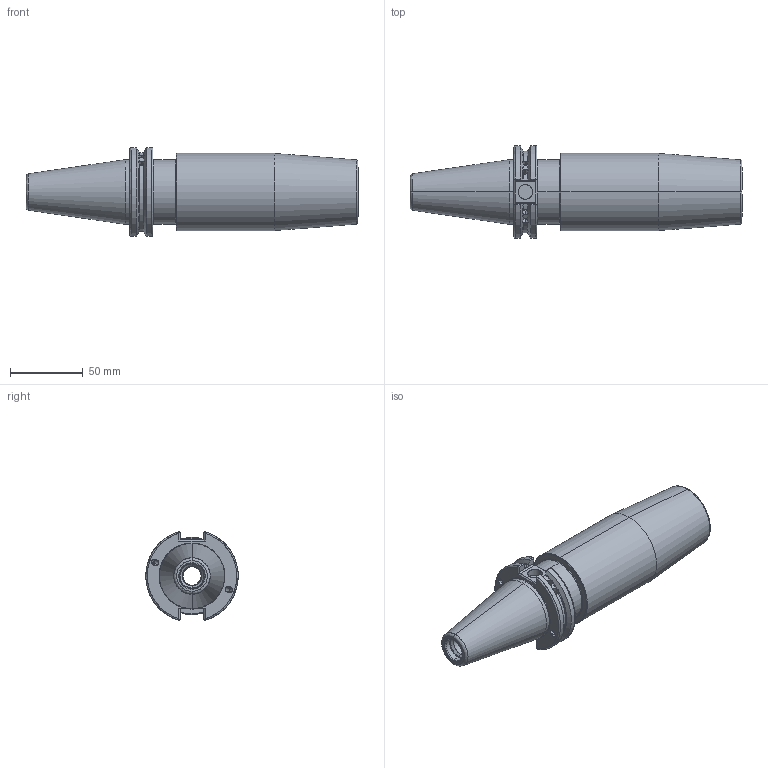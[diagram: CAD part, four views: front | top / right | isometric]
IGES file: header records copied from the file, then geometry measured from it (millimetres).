
Start section: SolidWorks IGES file using analytic representation for surfaces
Global section: file name: CA40B220-32160HP1.IGS; native system: SolidWorks 2013; preprocessor: SolidWorks 2013; author: Owner; date: 180514.102914; units: millimetre
Bounding box: 228.25 x 63.5 x 61.05 mm (x, y, z)
Surface area: 53456.9 mm2 (no closed solid volume)
Topology: 0 solids, 0 shells, 170 faces, 2619 edges, 2611 vertices
Faces by surface type: revolution 86, bspline 84
